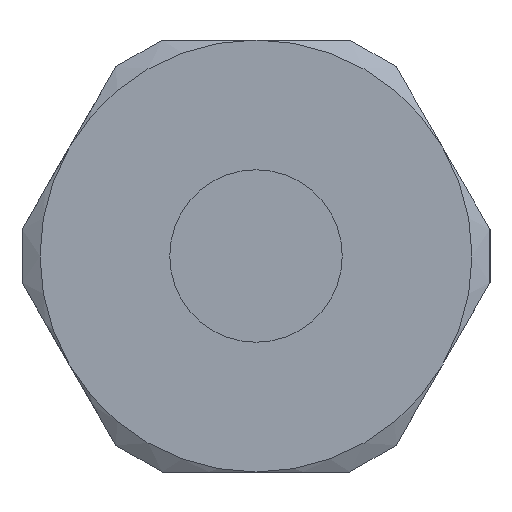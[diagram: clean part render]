
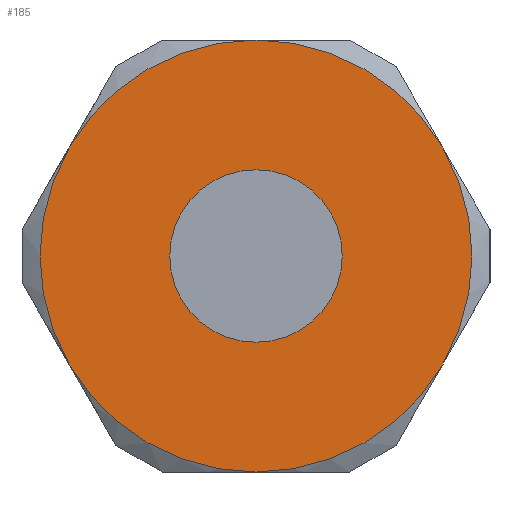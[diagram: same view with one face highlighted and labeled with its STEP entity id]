
A CAD part, left-side view. The second image highlights one B-rep face of the part: STEP entity #185.
In plain terms, the highlighted planar face has unit normal (-1, 0, 0).
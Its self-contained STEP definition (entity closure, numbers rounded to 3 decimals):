
#185 = ADVANCED_FACE( '', ( #368, #369 ), #370, .F. );
#368 = FACE_OUTER_BOUND( '', #554, .T. );
#369 = FACE_BOUND( '', #555, .T. );
#370 = PLANE( '', #556 );
#554 = EDGE_LOOP( '', ( #896, #897, #898, #899, #900, #901 ) );
#555 = EDGE_LOOP( '', ( #902 ) );
#556 = AXIS2_PLACEMENT_3D( '', #903, #904, #905 );
#896 = ORIENTED_EDGE( '', *, *, #1199, .F. );
#897 = ORIENTED_EDGE( '', *, *, #1164, .F. );
#898 = ORIENTED_EDGE( '', *, *, #1102, .F. );
#899 = ORIENTED_EDGE( '', *, *, #1193, .F. );
#900 = ORIENTED_EDGE( '', *, *, #1148, .F. );
#901 = ORIENTED_EDGE( '', *, *, #1200, .F. );
#902 = ORIENTED_EDGE( '', *, *, #1073, .T. );
#903 = CARTESIAN_POINT( '', ( 0., 0., 0. ) );
#904 = DIRECTION( '', ( 1., 0., 0. ) );
#905 = DIRECTION( '', ( 0., 0., -1. ) );
#1073 = EDGE_CURVE( '', #1248, #1248, #1249, .T. );
#1102 = EDGE_CURVE( '', #1301, #1302, #1303, .T. );
#1148 = EDGE_CURVE( '', #1373, #1375, #1376, .T. );
#1164 = EDGE_CURVE( '', #1302, #1398, #1399, .T. );
#1193 = EDGE_CURVE( '', #1375, #1301, #1435, .T. );
#1199 = EDGE_CURVE( '', #1398, #1279, #1441, .T. );
#1200 = EDGE_CURVE( '', #1279, #1373, #1442, .T. );
#1248 = VERTEX_POINT( '', #1518 );
#1249 = CIRCLE( '', #1519, 7.188 );
#1279 = VERTEX_POINT( '', #1572 );
#1301 = VERTEX_POINT( '', #1638 );
#1302 = VERTEX_POINT( '', #1639 );
#1303 = CIRCLE( '', #1640, 18. );
#1373 = VERTEX_POINT( '', #1801 );
#1375 = VERTEX_POINT( '', #1808 );
#1376 = CIRCLE( '', #1809, 18. );
#1398 = VERTEX_POINT( '', #1861 );
#1399 = CIRCLE( '', #1862, 18. );
#1435 = CIRCLE( '', #1967, 18. );
#1441 = CIRCLE( '', #1989, 18. );
#1442 = CIRCLE( '', #1990, 18. );
#1518 = CARTESIAN_POINT( '', ( 0., 0., -7.188 ) );
#1519 = AXIS2_PLACEMENT_3D( '', #2087, #2088, #2089 );
#1572 = CARTESIAN_POINT( '', ( 0., 15.588, 9. ) );
#1638 = CARTESIAN_POINT( '', ( 0., -15.588, -9. ) );
#1639 = CARTESIAN_POINT( '', ( 0., 0., -18. ) );
#1640 = AXIS2_PLACEMENT_3D( '', #2104, #2105, #2106 );
#1801 = CARTESIAN_POINT( '', ( 0., 0., 18. ) );
#1808 = CARTESIAN_POINT( '', ( 0., -15.588, 9. ) );
#1809 = AXIS2_PLACEMENT_3D( '', #2158, #2159, #2160 );
#1861 = CARTESIAN_POINT( '', ( 0., 15.588, -9. ) );
#1862 = AXIS2_PLACEMENT_3D( '', #2170, #2171, #2172 );
#1967 = AXIS2_PLACEMENT_3D( '', #2184, #2185, #2186 );
#1989 = AXIS2_PLACEMENT_3D( '', #2187, #2188, #2189 );
#1990 = AXIS2_PLACEMENT_3D( '', #2190, #2191, #2192 );
#2087 = CARTESIAN_POINT( '', ( 0., 0., 0. ) );
#2088 = DIRECTION( '', ( 1., 0., 0. ) );
#2089 = DIRECTION( '', ( 0., 0., -1. ) );
#2104 = CARTESIAN_POINT( '', ( 0., 0., 0. ) );
#2105 = DIRECTION( '', ( 1., 0., 0. ) );
#2106 = DIRECTION( '', ( 0., 0., -1. ) );
#2158 = CARTESIAN_POINT( '', ( 0., 0., 0. ) );
#2159 = DIRECTION( '', ( 1., 0., 0. ) );
#2160 = DIRECTION( '', ( 0., 0., -1. ) );
#2170 = CARTESIAN_POINT( '', ( 0., 0., 0. ) );
#2171 = DIRECTION( '', ( 1., 0., 0. ) );
#2172 = DIRECTION( '', ( 0., 0., -1. ) );
#2184 = CARTESIAN_POINT( '', ( 0., 0., 0. ) );
#2185 = DIRECTION( '', ( 1., 0., 0. ) );
#2186 = DIRECTION( '', ( 0., 0., -1. ) );
#2187 = CARTESIAN_POINT( '', ( 0., 0., 0. ) );
#2188 = DIRECTION( '', ( 1., 0., 0. ) );
#2189 = DIRECTION( '', ( 0., 0., -1. ) );
#2190 = CARTESIAN_POINT( '', ( 0., 0., 0. ) );
#2191 = DIRECTION( '', ( 1., 0., 0. ) );
#2192 = DIRECTION( '', ( 0., 0., -1. ) );
